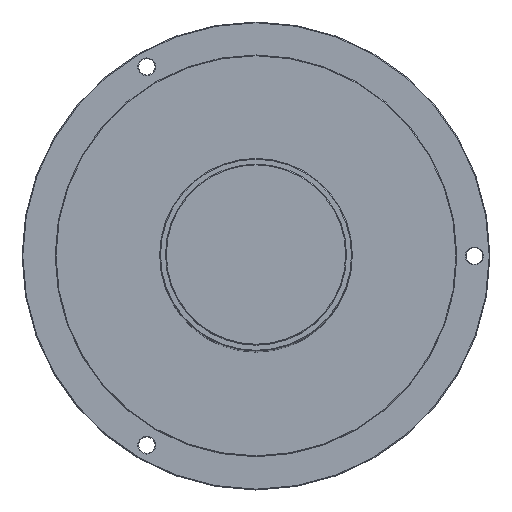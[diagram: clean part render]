
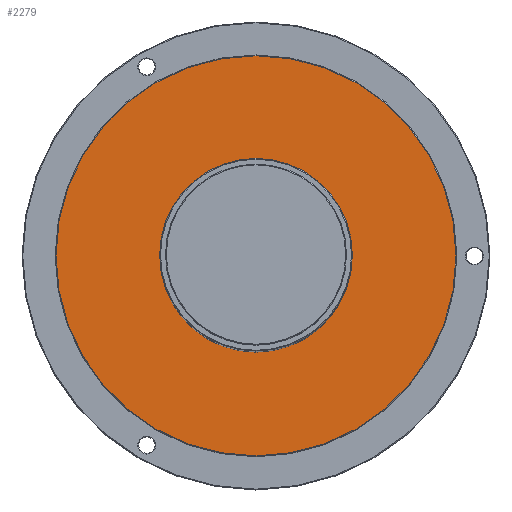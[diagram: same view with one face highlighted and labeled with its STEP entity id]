
A CAD part, top view. The second image highlights one B-rep face of the part: STEP entity #2279.
In plain terms, the highlighted planar face has unit normal (0, 0, 1).
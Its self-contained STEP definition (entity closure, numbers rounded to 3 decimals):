
#2211 = CONICAL_SURFACE('',#2212,51.5,0.785);
#2212 = AXIS2_PLACEMENT_3D('',#2213,#2214,#2215);
#2213 = CARTESIAN_POINT('',(0.,0.,31.8));
#2214 = DIRECTION('',(-0.,-0.,-1.));
#2215 = DIRECTION('',(1.,0.,0.));
#2229 = VERTEX_POINT('',#2230);
#2230 = CARTESIAN_POINT('',(51.3,0.,32.));
#2251 = EDGE_CURVE('',#2229,#2229,#2252,.T.);
#2252 = SURFACE_CURVE('',#2253,(#2258,#2265),.PCURVE_S1.);
#2253 = CIRCLE('',#2254,51.3);
#2254 = AXIS2_PLACEMENT_3D('',#2255,#2256,#2257);
#2255 = CARTESIAN_POINT('',(0.,0.,32.));
#2256 = DIRECTION('',(0.,0.,1.));
#2257 = DIRECTION('',(1.,0.,0.));
#2258 = PCURVE('',#2211,#2259);
#2259 = DEFINITIONAL_REPRESENTATION('',(#2260),#2264);
#2260 = LINE('',#2261,#2262);
#2261 = CARTESIAN_POINT('',(-0.,-0.2));
#2262 = VECTOR('',#2263,1.);
#2263 = DIRECTION('',(-1.,0.));
#2264 = ( GEOMETRIC_REPRESENTATION_CONTEXT(2) 
PARAMETRIC_REPRESENTATION_CONTEXT() REPRESENTATION_CONTEXT('2D SPACE',''
  ) );
#2265 = PCURVE('',#2266,#2271);
#2266 = PLANE('',#2267);
#2267 = AXIS2_PLACEMENT_3D('',#2268,#2269,#2270);
#2268 = CARTESIAN_POINT('',(0.,0.,32.));
#2269 = DIRECTION('',(0.,0.,1.));
#2270 = DIRECTION('',(1.,0.,0.));
#2271 = DEFINITIONAL_REPRESENTATION('',(#2272),#2276);
#2272 = CIRCLE('',#2273,51.3);
#2273 = AXIS2_PLACEMENT_2D('',#2274,#2275);
#2274 = CARTESIAN_POINT('',(0.,0.));
#2275 = DIRECTION('',(1.,0.));
#2276 = ( GEOMETRIC_REPRESENTATION_CONTEXT(2) 
PARAMETRIC_REPRESENTATION_CONTEXT() REPRESENTATION_CONTEXT('2D SPACE',''
  ) );
#2279 = ADVANCED_FACE('',(#2280,#2283),#2266,.T.);
#2280 = FACE_BOUND('',#2281,.T.);
#2281 = EDGE_LOOP('',(#2282));
#2282 = ORIENTED_EDGE('',*,*,#2251,.T.);
#2283 = FACE_BOUND('',#2284,.T.);
#2284 = EDGE_LOOP('',(#2285));
#2285 = ORIENTED_EDGE('',*,*,#2286,.F.);
#2286 = EDGE_CURVE('',#2287,#2287,#2289,.T.);
#2287 = VERTEX_POINT('',#2288);
#2288 = CARTESIAN_POINT('',(24.7,0.,32.));
#2289 = SURFACE_CURVE('',#2290,(#2295,#2302),.PCURVE_S1.);
#2290 = CIRCLE('',#2291,24.7);
#2291 = AXIS2_PLACEMENT_3D('',#2292,#2293,#2294);
#2292 = CARTESIAN_POINT('',(0.,0.,32.));
#2293 = DIRECTION('',(0.,0.,1.));
#2294 = DIRECTION('',(1.,0.,0.));
#2295 = PCURVE('',#2266,#2296);
#2296 = DEFINITIONAL_REPRESENTATION('',(#2297),#2301);
#2297 = CIRCLE('',#2298,24.7);
#2298 = AXIS2_PLACEMENT_2D('',#2299,#2300);
#2299 = CARTESIAN_POINT('',(0.,0.));
#2300 = DIRECTION('',(1.,0.));
#2301 = ( GEOMETRIC_REPRESENTATION_CONTEXT(2) 
PARAMETRIC_REPRESENTATION_CONTEXT() REPRESENTATION_CONTEXT('2D SPACE',''
  ) );
#2302 = PCURVE('',#2303,#2308);
#2303 = CYLINDRICAL_SURFACE('',#2304,24.7);
#2304 = AXIS2_PLACEMENT_3D('',#2305,#2306,#2307);
#2305 = CARTESIAN_POINT('',(0.,0.,32.));
#2306 = DIRECTION('',(-0.,-0.,-1.));
#2307 = DIRECTION('',(1.,0.,0.));
#2308 = DEFINITIONAL_REPRESENTATION('',(#2309),#2313);
#2309 = LINE('',#2310,#2311);
#2310 = CARTESIAN_POINT('',(-0.,0.));
#2311 = VECTOR('',#2312,1.);
#2312 = DIRECTION('',(-1.,0.));
#2313 = ( GEOMETRIC_REPRESENTATION_CONTEXT(2) 
PARAMETRIC_REPRESENTATION_CONTEXT() REPRESENTATION_CONTEXT('2D SPACE',''
  ) );
